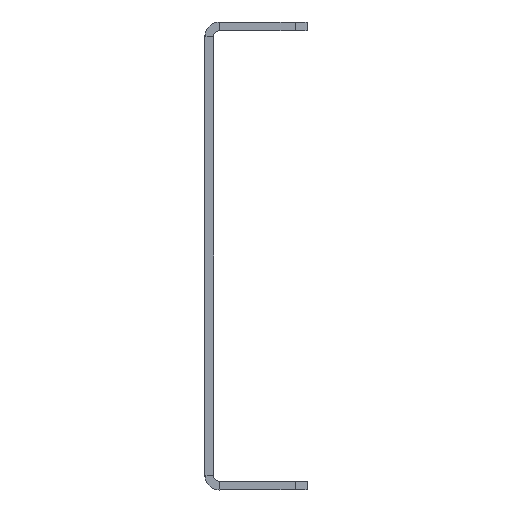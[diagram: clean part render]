
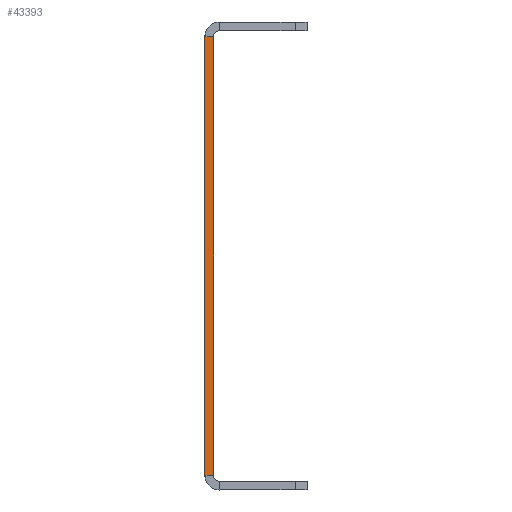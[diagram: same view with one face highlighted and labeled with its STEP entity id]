
A CAD part, left-side view. The second image highlights one B-rep face of the part: STEP entity #43393.
In plain terms, the highlighted planar face has unit normal (-1, 0, 0).
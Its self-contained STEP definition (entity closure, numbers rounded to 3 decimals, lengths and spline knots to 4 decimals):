
#5257=FACE_OUTER_BOUND('',#7819,.T.);
#7819=EDGE_LOOP('',(#37164,#37165,#37166,#37167));
#9405=LINE('',#64261,#13769);
#10115=LINE('',#67219,#14479);
#10144=LINE('',#67623,#14508);
#12192=LINE('',#73003,#16556);
#13769=VECTOR('',#50470,2.344);
#14479=VECTOR('',#52582,0.046);
#14508=VECTOR('',#52615,2.344);
#16556=VECTOR('',#58097,0.046);
#18038=VERTEX_POINT('',#62951);
#18079=VERTEX_POINT('',#63946);
#18119=VERTEX_POINT('',#64260);
#19535=VERTEX_POINT('',#67621);
#22729=EDGE_CURVE('',#18119,#18038,#9405,.T.);
#24139=EDGE_CURVE('',#18038,#18079,#10115,.T.);
#24168=EDGE_CURVE('',#19535,#18079,#10144,.T.);
#26931=EDGE_CURVE('',#18119,#19535,#12192,.T.);
#37164=ORIENTED_EDGE('',*,*,#24139,.T.);
#37165=ORIENTED_EDGE('',*,*,#24168,.F.);
#37166=ORIENTED_EDGE('',*,*,#26931,.F.);
#37167=ORIENTED_EDGE('',*,*,#22729,.T.);
#41628=PLANE('',#47216);
#43393=ADVANCED_FACE('',(#5257),#41628,.F.);
#47216=AXIS2_PLACEMENT_3D('',#73002,#58095,#58096);
#50470=DIRECTION('',(0.,0.,1.));
#52582=DIRECTION('',(0.,1.,0.));
#52615=DIRECTION('',(0.,0.,1.));
#58095=DIRECTION('center_axis',(1.,0.,0.));
#58096=DIRECTION('ref_axis',(0.,0.,-1.));
#58097=DIRECTION('',(0.,1.,0.));
#62951=CARTESIAN_POINT('',(-1.0419,0.,1.8078));
#63946=CARTESIAN_POINT('',(-1.0419,0.046,1.8078));
#64260=CARTESIAN_POINT('',(-1.0419,0.,-0.5362));
#64261=CARTESIAN_POINT('',(-1.0419,0.,-0.5362));
#67219=CARTESIAN_POINT('',(-1.0419,0.,1.8078));
#67621=CARTESIAN_POINT('',(-1.0419,0.046,-0.5362));
#67623=CARTESIAN_POINT('',(-1.0419,0.046,-0.5362));
#73002=CARTESIAN_POINT('Origin',(-1.0419,0.046,-0.6142));
#73003=CARTESIAN_POINT('',(-1.0419,0.,-0.5362));
